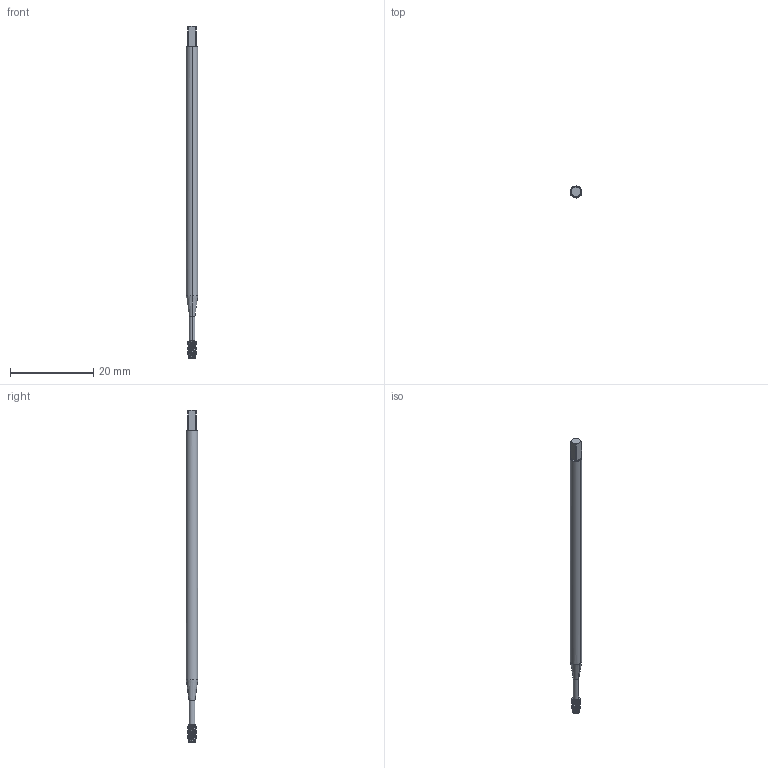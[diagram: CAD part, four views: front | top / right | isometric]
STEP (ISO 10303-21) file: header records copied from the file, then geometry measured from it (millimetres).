
FILE_DESCRIPTION(('no description'),'unknown implementation level');
FILE_NAME('solidbcZ4hnTSP2xJMNylbIiaYlKPNKw_1.STP',' ',('CIM GmbH Aachen'),('CADClick - KiM GmbH - www.kimweb.de'),'unknown preprocess','ACIS','unknown authorization');
FILE_SCHEMA(('automotive_design'));
Length unit declared in the file: millimetre
Products named in the file (2): 1; 2
Bounding box: 2.8 x 2.8 x 80 mm (x, y, z)
Volume: 427.6 mm3; surface area: 708.7 mm2
Topology: 2 solids, 2 shells, 201 faces, 549 edges, 352 vertices
Faces by surface type: cone 98, cylinder 80, plane 17, bspline 4, revolution 2
Entity records: 15120 total; most frequent: CARTESIAN_POINT 4111, STYLED_ITEM 1104, PRESENTATION_STYLE_ASSIGNMENT 1104, COLOUR_RGB 1104, ORIENTED_EDGE 1098, DIRECTION 957, EDGE_CURVE 549, CURVE_STYLE 549
